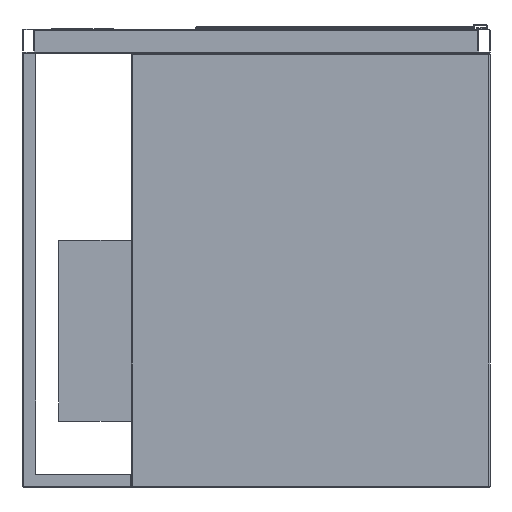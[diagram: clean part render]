
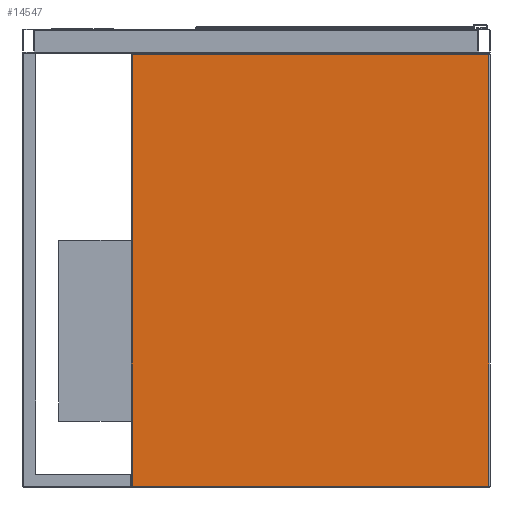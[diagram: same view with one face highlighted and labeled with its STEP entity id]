
A CAD part, front view. The second image highlights one B-rep face of the part: STEP entity #14547.
In plain terms, the highlighted planar face has unit normal (0, -1, 0).
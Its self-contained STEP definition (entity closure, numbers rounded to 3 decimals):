
#119 = CARTESIAN_POINT ( 'NONE',  ( -297.5, -280., -760. ) ) ;
#668 = ORIENTED_EDGE ( 'NONE', *, *, #7091, .T. ) ;
#1324 = LINE ( 'NONE', #10727, #7530 ) ;
#1859 = VECTOR ( 'NONE', #10248, 1000. ) ;
#2324 = AXIS2_PLACEMENT_3D ( 'NONE', #119, #13177, #3662 ) ;
#3081 = LINE ( 'NONE', #11494, #1859 ) ;
#3137 = ORIENTED_EDGE ( 'NONE', *, *, #11602, .T. ) ;
#3662 = DIRECTION ( 'NONE',  ( 0., 0., -1. ) ) ;
#4015 = CARTESIAN_POINT ( 'NONE',  ( 295.5, -280., -758. ) ) ;
#4051 = VERTEX_POINT ( 'NONE', #4015 ) ;
#5534 = CARTESIAN_POINT ( 'NONE',  ( -297.5, -280., -42. ) ) ;
#5610 = ORIENTED_EDGE ( 'NONE', *, *, #8251, .T. ) ;
#6153 = VERTEX_POINT ( 'NONE', #7561 ) ;
#6718 = VECTOR ( 'NONE', #13722, 1000. ) ;
#7091 = EDGE_CURVE ( 'NONE', #13222, #15369, #1324, .T. ) ;
#7233 = PLANE ( 'NONE',  #2324 ) ;
#7338 = EDGE_CURVE ( 'NONE', #15369, #4051, #3081, .T. ) ;
#7359 = DIRECTION ( 'NONE',  ( 0., 0., 1. ) ) ;
#7530 = VECTOR ( 'NONE', #12998, 1000. ) ;
#7561 = CARTESIAN_POINT ( 'NONE',  ( 295.5, -280., -42. ) ) ;
#8251 = EDGE_CURVE ( 'NONE', #4051, #6153, #10494, .T. ) ;
#8528 = EDGE_LOOP ( 'NONE', ( #3137, #668, #13616, #5610 ) ) ;
#8947 = LINE ( 'NONE', #5534, #6718 ) ;
#9037 = CARTESIAN_POINT ( 'NONE',  ( -295.5, -280., -42. ) ) ;
#10071 = VECTOR ( 'NONE', #7359, 1000. ) ;
#10248 = DIRECTION ( 'NONE',  ( 1., 0., 0. ) ) ;
#10494 = LINE ( 'NONE', #14099, #10071 ) ;
#10680 = CARTESIAN_POINT ( 'NONE',  ( -295.5, -280., -758. ) ) ;
#10727 = CARTESIAN_POINT ( 'NONE',  ( -295.5, -280., -760. ) ) ;
#11494 = CARTESIAN_POINT ( 'NONE',  ( -297.5, -280., -758. ) ) ;
#11602 = EDGE_CURVE ( 'NONE', #6153, #13222, #8947, .T. ) ;
#12998 = DIRECTION ( 'NONE',  ( 0., 0., -1. ) ) ;
#13177 = DIRECTION ( 'NONE',  ( 0., -1., 0. ) ) ;
#13222 = VERTEX_POINT ( 'NONE', #9037 ) ;
#13616 = ORIENTED_EDGE ( 'NONE', *, *, #7338, .T. ) ;
#13722 = DIRECTION ( 'NONE',  ( -1., 0., 0. ) ) ;
#14099 = CARTESIAN_POINT ( 'NONE',  ( 295.5, -280., -760. ) ) ;
#14354 = FACE_OUTER_BOUND ( 'NONE', #8528, .T. ) ;
#14547 = ADVANCED_FACE ( 'Fl�che8', ( #14354 ), #7233, .T. ) ;
#15369 = VERTEX_POINT ( 'NONE', #10680 ) ;
